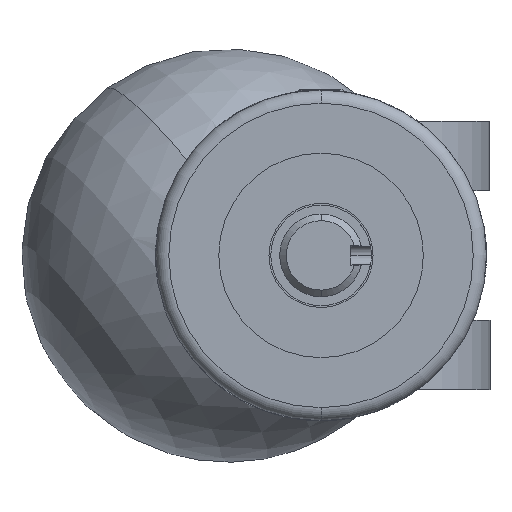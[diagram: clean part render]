
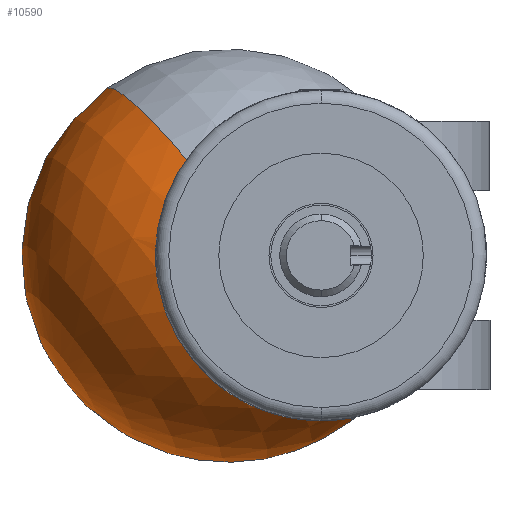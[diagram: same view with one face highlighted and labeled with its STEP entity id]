
A CAD part, left-side view. The second image highlights one B-rep face of the part: STEP entity #10590.
In plain terms, the highlighted spherical face has radius 15.875 mm.
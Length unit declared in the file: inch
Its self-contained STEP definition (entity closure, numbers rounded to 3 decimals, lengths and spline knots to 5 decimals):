
#505 = DIRECTION ( 'NONE',  ( -0.127, 0.801, -0.585 ) ) ;
#561 = CARTESIAN_POINT ( 'NONE',  ( 6.35472, 0.37782, 0. ) ) ;
#828 = DIRECTION ( 'NONE',  ( 0.127, -0.801, 0.585 ) ) ;
#1312 = AXIS2_PLACEMENT_3D ( 'NONE', #9897, #8886, #3410 ) ;
#1568 = VERTEX_POINT ( 'NONE', #11548 ) ;
#2122 = CARTESIAN_POINT ( 'NONE',  ( 5.19453, 0.04597, -0.20274 ) ) ;
#3250 = ORIENTED_EDGE ( 'NONE', *, *, #3368, .F. ) ;
#3368 = EDGE_CURVE ( 'NONE', #4522, #1568, #10472, .T. ) ;
#3410 = DIRECTION ( 'NONE',  ( 0.127, -0.801, 0.585 ) ) ;
#3793 = VERTEX_POINT ( 'NONE', #2122 ) ;
#4031 = EDGE_CURVE ( 'NONE', #4522, #3793, #5073, .T. ) ;
#4485 = DIRECTION ( 'NONE',  ( 0., -0.59, -0.808 ) ) ;
#4522 = VERTEX_POINT ( 'NONE', #561 ) ;
#4757 = AXIS2_PLACEMENT_3D ( 'NONE', #6222, #828, #4485 ) ;
#5057 = CIRCLE ( 'NONE', #6006, 0.25 ) ;
#5073 = CIRCLE ( 'NONE', #6958, 0.625 ) ;
#5238 = EDGE_LOOP ( 'NONE', ( #3250, #10593, #8908, #8019 ) ) ;
#6006 = AXIS2_PLACEMENT_3D ( 'NONE', #6442, #8938, #11679 ) ;
#6222 = CARTESIAN_POINT ( 'NONE',  ( 5.73742, 0.28004, 0. ) ) ;
#6376 = AXIS2_PLACEMENT_3D ( 'NONE', #10695, #11639, #8902 ) ;
#6442 = CARTESIAN_POINT ( 'NONE',  ( 5.17165, 0.19044, 0. ) ) ;
#6563 = EDGE_CURVE ( 'NONE', #10496, #1568, #11403, .T. ) ;
#6958 = AXIS2_PLACEMENT_3D ( 'NONE', #8669, #505, #7775 ) ;
#7609 = SPHERICAL_SURFACE ( 'NONE', #6376, 0.625 ) ;
#7775 = DIRECTION ( 'NONE',  ( 0., 0.59, 0.808 ) ) ;
#8019 = ORIENTED_EDGE ( 'NONE', *, *, #6563, .T. ) ;
#8318 = FACE_OUTER_BOUND ( 'NONE', #5238, .T. ) ;
#8669 = CARTESIAN_POINT ( 'NONE',  ( 5.73742, 0.28004, 0. ) ) ;
#8886 = DIRECTION ( 'NONE',  ( 0.988, 0.156, 0. ) ) ;
#8902 = DIRECTION ( 'NONE',  ( 0.092, -0.578, -0.811 ) ) ;
#8908 = ORIENTED_EDGE ( 'NONE', *, *, #10900, .T. ) ;
#8938 = DIRECTION ( 'NONE',  ( 0.988, 0.156, 0. ) ) ;
#9897 = CARTESIAN_POINT ( 'NONE',  ( 5.17165, 0.19044, 0. ) ) ;
#10174 = CARTESIAN_POINT ( 'NONE',  ( 5.13993, 0.39068, -0.14627 ) ) ;
#10472 = CIRCLE ( 'NONE', #4757, 0.625 ) ;
#10496 = VERTEX_POINT ( 'NONE', #10174 ) ;
#10590 = ADVANCED_FACE ( 'NONE', ( #8318 ), #7609, .T. ) ;
#10593 = ORIENTED_EDGE ( 'NONE', *, *, #4031, .T. ) ;
#10695 = CARTESIAN_POINT ( 'NONE',  ( 5.73742, 0.28004, 0. ) ) ;
#10900 = EDGE_CURVE ( 'NONE', #3793, #10496, #5057, .T. ) ;
#11403 = CIRCLE ( 'NONE', #1312, 0.25 ) ;
#11548 = CARTESIAN_POINT ( 'NONE',  ( 5.14877, 0.3349, 0.20274 ) ) ;
#11639 = DIRECTION ( 'NONE',  ( 0.127, -0.801, 0.585 ) ) ;
#11679 = DIRECTION ( 'NONE',  ( 0.127, -0.801, 0.585 ) ) ;
